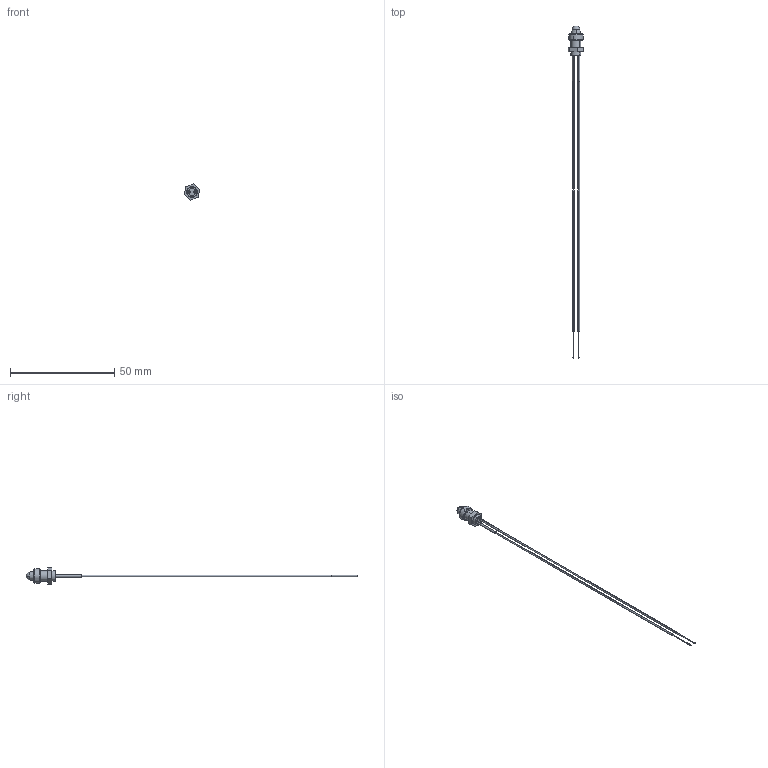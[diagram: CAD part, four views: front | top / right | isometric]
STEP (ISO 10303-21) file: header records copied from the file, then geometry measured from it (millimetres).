
FILE_DESCRIPTION (( 'STEP AP214' ), '1' );
FILE_NAME ('6039_Series.STEP', '2020-07-07T21:00:36', ( 'user' ), ( 'Microsoft' ), 'SwSTEP 2.0', 'SolidWorks 2018', '' );
FILE_SCHEMA (( 'AUTOMOTIVE_DESIGN' ));
Length unit declared in the file: inch
Products named in the file (5): CMD5X154_LED_short lead; 6039-004-304Y-A-ASSY; Part5^6039_Series; wires^6039_Series; 6039_Series
Assembly tree (4 placements, depth 2):
  6039_Series
    CMD5X154_LED_short lead
    6039-004-304Y-A-ASSY
    wires^6039_Series
    Part5^6039_Series
Bounding box: 7.24 x 159.25 x 7.68 mm (x, y, z)
Volume: 392.1 mm3; surface area: 1332.6 mm2
Topology: 5 solids, 5 shells, 71 faces, 152 edges, 100 vertices
Faces by surface type: plane 35, cylinder 28, torus 4, sphere 2, cone 2
Entity records: 2528 total; most frequent: DIRECTION 381, CARTESIAN_POINT 330, ORIENTED_EDGE 304, EDGE_CURVE 152, AXIS2_PLACEMENT_3D 151, VERTEX_POINT 100, EDGE_LOOP 84, VECTOR 79
